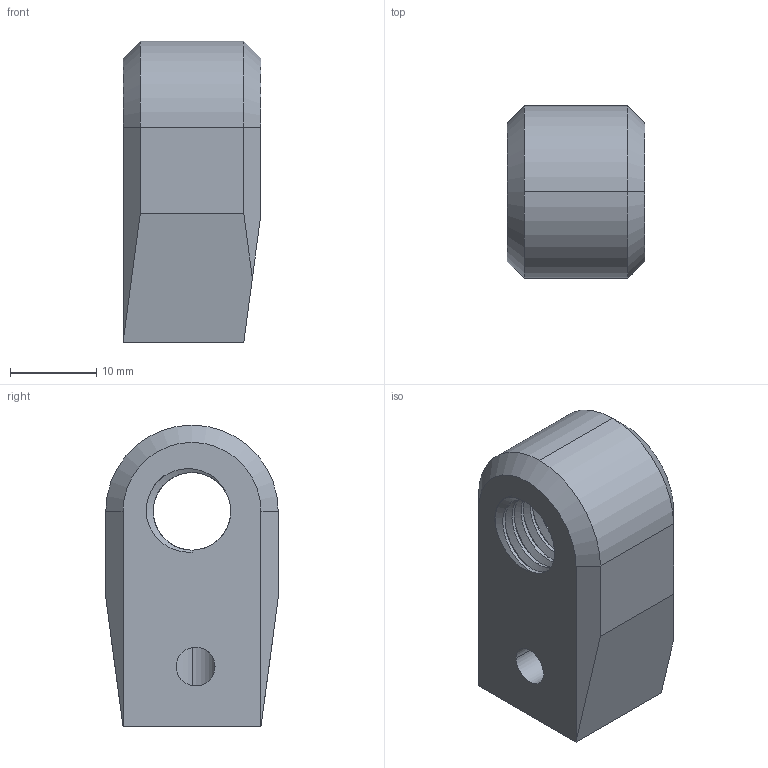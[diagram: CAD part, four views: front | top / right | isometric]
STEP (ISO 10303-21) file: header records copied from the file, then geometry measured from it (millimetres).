
FILE_DESCRIPTION (( 'STEP AP214' ), '1' );
FILE_NAME ('mount_table_sharft_holder.STEP', '2019-08-02T05:39:43', ( '' ), ( '' ), 'SwSTEP 2.0', 'SolidWorks 2016', '' );
FILE_SCHEMA (( 'AUTOMOTIVE_DESIGN' ));
Length unit declared in the file: millimetre
Products named in the file (1): mount_table_sharft_holder
Bounding box: 16 x 20 x 35 mm (x, y, z)
Volume: 7848.5 mm3; surface area: 3580.4 mm2
Topology: 1 solids, 1 shells, 49 faces, 133 edges, 86 vertices
Faces by surface type: cylinder 29, plane 14, cone 3, bspline 3
Entity records: 5329 total; most frequent: CARTESIAN_POINT 4189, ORIENTED_EDGE 266, DIRECTION 185, EDGE_CURVE 133, VERTEX_POINT 86, AXIS2_PLACEMENT_3D 63, LINE 59, VECTOR 59
